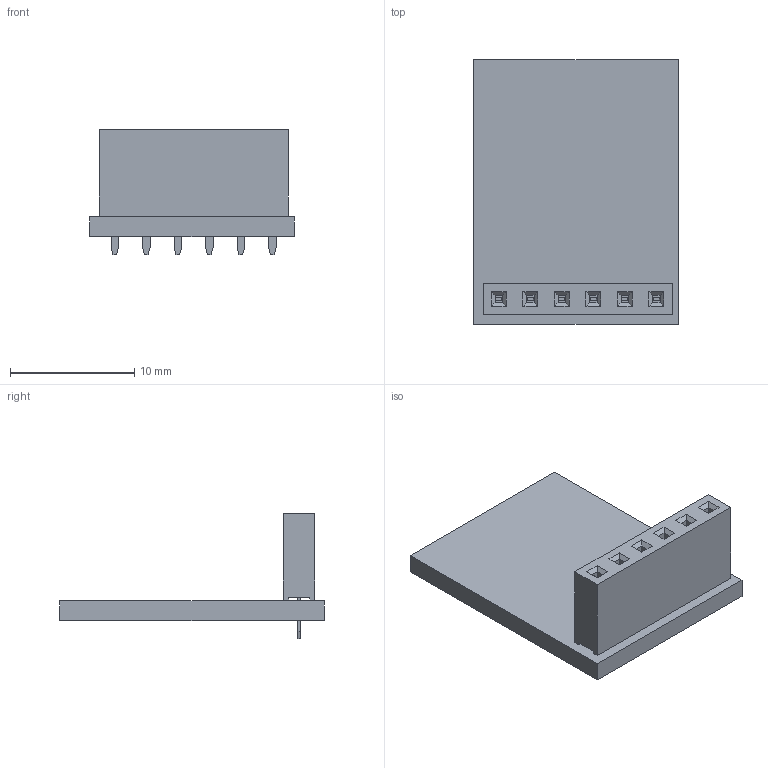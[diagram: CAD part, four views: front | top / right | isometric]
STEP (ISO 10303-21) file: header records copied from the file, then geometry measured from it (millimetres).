
FILE_DESCRIPTION(('KiCad electronic assembly'),'2;1');
FILE_NAME('azoteq_dilemma_adapter.step','2024-05-01T22:58:33',('Pcbnew') ,('Kicad'),'Open CASCADE STEP processor 7.6','KiCad to STEP converter' ,'Unknown');
FILE_SCHEMA(('AUTOMOTIVE_DESIGN { 1 0 10303 214 1 1 1 1 }'));
Length unit declared in the file: millimetre
Products named in the file (4): azoteq_dilemma_adapter 1; PinSocket_1x06_P2.54mm_Vertical; SOLID; azoteq_dilemma_adapter PCB
Assembly tree (3 placements, depth 3):
  azoteq_dilemma_adapter 1
    PinSocket_1x06_P2.54mm_Vertical
      SOLID
    azoteq_dilemma_adapter PCB
Bounding box: 16.51 x 21.34 x 10.1 mm (x, y, z)
Volume: 810.9 mm3; surface area: 1301.8 mm2
Topology: 2 solids, 2 shells, 208 faces, 534 edges, 348 vertices
Faces by surface type: plane 202, cylinder 6
Full cylindrical faces by diameter (mm): 1 x6
Entity records: 14616 total; most frequent: CARTESIAN_POINT 2234, DIRECTION 2026, LINE 1578, VECTOR 1578, ORIENTED_EDGE 1068, PCURVE 1068, DEFINITIONAL_REPRESENTATION 1068, EDGE_CURVE 534
